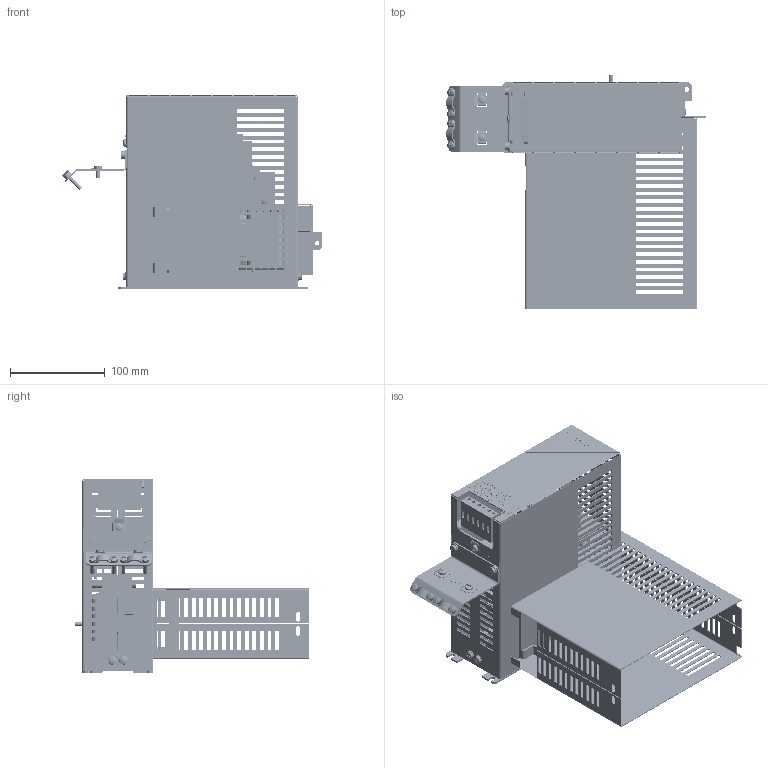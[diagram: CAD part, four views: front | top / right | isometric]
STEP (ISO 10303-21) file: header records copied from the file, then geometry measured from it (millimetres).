
FILE_DESCRIPTION( ( 'Unknown' ), '1' );
FILE_NAME( 'FS21148-4,5-99.stp', 'Unknown', ( 'Unknown' ), ( 'Unknown' ), 'XStep 1.0', 'Unknown', ' ' );
FILE_SCHEMA( ( 'CONFIG_CONTROL_DESIGN' ) );
Length unit declared in the file: millimetre
Products named in the file (60): Assem1; Assem2; Assem3; Assem4; 1; 2; 3; 4; 5; 6; 7; 8; 9; 10; 11; 12; 13; 14; 15; 16; 17; 18; 19; 20; 21; 22; 23; 24; 25; 26; 27; 28; 29; 30; 31; 32; 33; 34; 35; 36 ...
Bounding box: 274.71 x 246.5 x 205.25 mm (x, y, z)
Volume: 1976724.4 mm3; surface area: 1260360.8 mm2
Topology: 190 solids, 190 shells, 10173 faces, 24363 edges, 16189 vertices
Faces by surface type: plane 6412, extrusion 2688, cylinder 965, cone 77, sphere 23, torus 8
Full cylindrical faces by diameter (mm): 0.3 x2, 0.4 x12, 2.75 x6, 3.2 x3, 3.242 x8, 3.3 x38, 3.8 x12, 4 x38, 4.1 x3, 4.3 x34, 4.5 x32, 5 x9, 7.5 x8, 7.7 x4, 8 x23, 8.8 x4, 9 x26, 12 x5, 14 x2, 18 x4, 21 x4
Entity records: 218763 total; most frequent: CARTESIAN_POINT 119569, ORIENTED_EDGE 20104, DIRECTION 15283, EDGE_CURVE 10052, VECTOR 7225, VERTEX_POINT 6977, EDGE_LOOP 6167, LINE 5881
